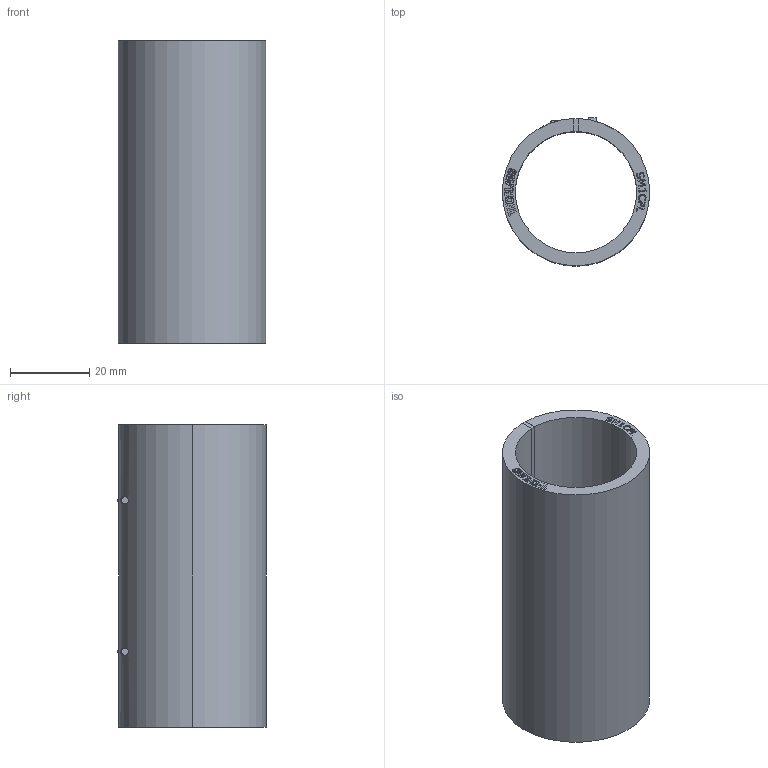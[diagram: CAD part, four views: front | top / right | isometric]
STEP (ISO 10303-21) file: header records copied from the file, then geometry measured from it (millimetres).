
FILE_DESCRIPTION (( 'STEP AP214' ), '1' );
FILE_NAME ('TTN009150-E0W.STEP', '2017-02-06T21:26:23', ( 'admin' ), ( '' ), 'SwSTEP 2.0', 'SolidWorks 2016', '' );
FILE_SCHEMA (( 'AUTOMOTIVE_DESIGN' ));
Length unit declared in the file: inch
Products named in the file (1): TTN009150-E0W
Bounding box: 37.08 x 37.33 x 76.25 mm (x, y, z)
Volume: 26430.8 mm3; surface area: 17268.8 mm2
Topology: 3 solids, 3 shells, 333 faces, 859 edges, 562 vertices
Faces by surface type: plane 149, bspline 148, cylinder 24, cone 12
Entity records: 17772 total; most frequent: CARTESIAN_POINT 6245, ORIENTED_EDGE 1718, DIRECTION 987, EDGE_CURVE 859, VERTEX_POINT 562, LINE 499, VECTOR 499, EDGE_LOOP 365
